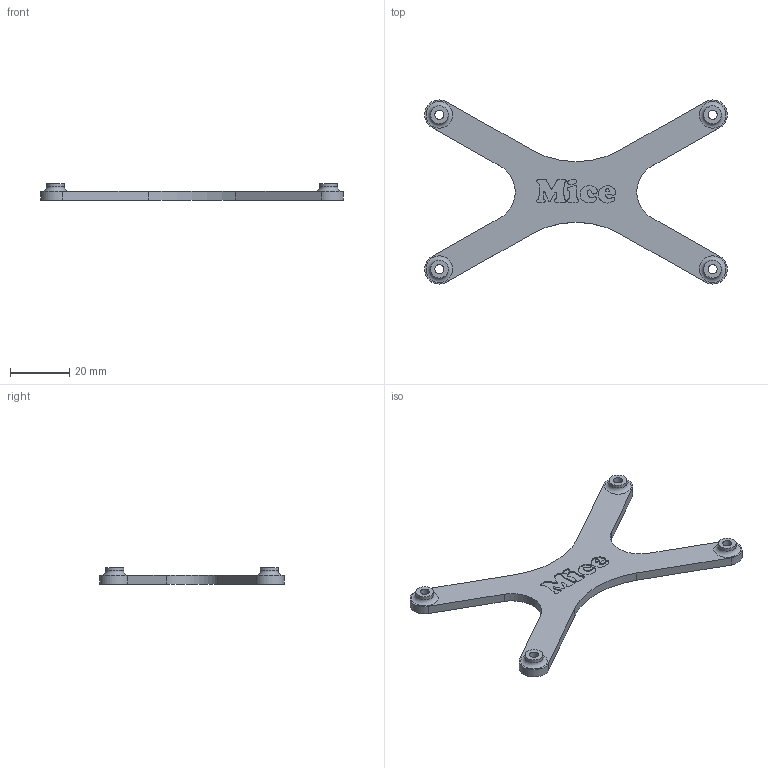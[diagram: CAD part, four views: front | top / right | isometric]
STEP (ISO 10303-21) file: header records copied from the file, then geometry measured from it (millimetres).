
FILE_DESCRIPTION(('STEP AP242'), '1');
FILE_NAME('櫻蠉錪', '', ('UNSPECIFIED'), ('UNSPECIFIED'), 'C3D Converter', 'C3D Toolkit', '');
FILE_SCHEMA(('AP242_MANAGED_MODEL_BASED_3D_ENGINEERING_MIM_LF { 1 0 10303 442 1 1 4 }'));
Length unit declared in the file: millimetre
Bounding box: 102 x 62 x 5.6 mm (x, y, z)
Volume: 7281.1 mm3; surface area: 6350.4 mm2
Topology: 1 solids, 1 shells, 186 faces, 518 edges, 344 vertices
Faces by surface type: extrusion 139, plane 27, cylinder 16, torus 4
Full cylindrical faces by diameter (mm): 3.1 x4, 6 x4
Entity records: 6135 total; most frequent: CARTESIAN_POINT 1871, ORIENTED_EDGE 1012, EDGE_CURVE 506, DIRECTION 499, B_SPLINE_CURVE_WITH_KNOTS 417, VERTEX_POINT 344, VECTOR 331, EDGE_LOOP 216
